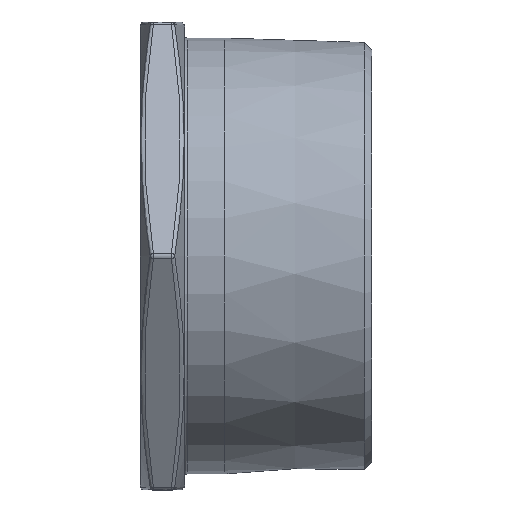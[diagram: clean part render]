
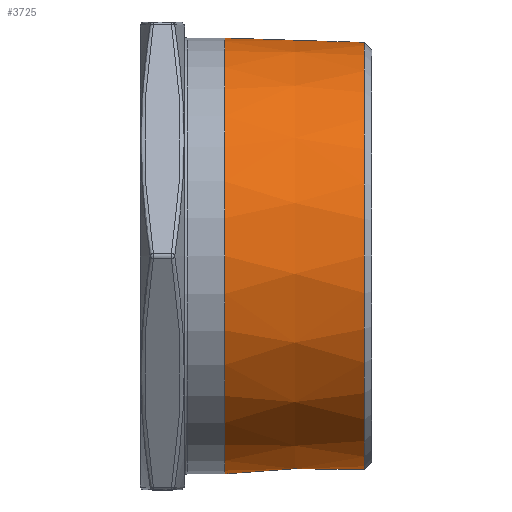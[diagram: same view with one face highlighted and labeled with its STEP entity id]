
A CAD part, front view. The second image highlights one B-rep face of the part: STEP entity #3725.
In plain terms, the highlighted conical face has half-angle 1.79 degrees and reference radius 43.942 mm.
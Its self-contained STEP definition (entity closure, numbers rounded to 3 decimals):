
#513 = ORIENTED_EDGE ( 'NONE', *, *, #1565, .F. ) ;
#651 = CIRCLE ( 'NONE', #8556, 43.346 ) ;
#1565 = EDGE_CURVE ( 'NONE', #15718, #15718, #4386, .T. ) ;
#1836 = DIRECTION ( 'NONE',  ( 0., 0., 1. ) ) ;
#2182 = AXIS2_PLACEMENT_3D ( 'NONE', #10559, #10715, #9367 ) ;
#2497 = CARTESIAN_POINT ( 'NONE',  ( 17.2, 0., 44.23 ) ) ;
#2674 = DIRECTION ( 'NONE',  ( -1., 0., 0. ) ) ;
#3725 = ADVANCED_FACE ( 'NONE', ( #7020, #5827 ), #6269, .T. ) ;
#4109 = CARTESIAN_POINT ( 'NONE',  ( 45.473, 0., 43.346 ) ) ;
#4386 = CIRCLE ( 'NONE', #15378, 44.23 ) ;
#5152 = DIRECTION ( 'NONE',  ( 0., 0., 1. ) ) ;
#5266 = EDGE_LOOP ( 'NONE', ( #7044 ) ) ;
#5827 = FACE_OUTER_BOUND ( 'NONE', #12285, .T. ) ;
#6269 = CONICAL_SURFACE ( 'NONE', #2182, 43.942, 0.031 ) ;
#7020 = FACE_BOUND ( 'NONE', #5266, .T. ) ;
#7044 = ORIENTED_EDGE ( 'NONE', *, *, #15659, .T. ) ;
#7797 = CARTESIAN_POINT ( 'NONE',  ( 45.473, 0., 0. ) ) ;
#8556 = AXIS2_PLACEMENT_3D ( 'NONE', #7797, #2674, #5152 ) ;
#9367 = DIRECTION ( 'NONE',  ( 0., 0., 1. ) ) ;
#10559 = CARTESIAN_POINT ( 'NONE',  ( 26.4, 0., 0. ) ) ;
#10715 = DIRECTION ( 'NONE',  ( -1., 0., 0. ) ) ;
#12285 = EDGE_LOOP ( 'NONE', ( #513 ) ) ;
#12877 = CARTESIAN_POINT ( 'NONE',  ( 17.2, 0., 0. ) ) ;
#12965 = DIRECTION ( 'NONE',  ( -1., 0., 0. ) ) ;
#14900 = VERTEX_POINT ( 'NONE', #4109 ) ;
#15378 = AXIS2_PLACEMENT_3D ( 'NONE', #12877, #12965, #1836 ) ;
#15659 = EDGE_CURVE ( 'NONE', #14900, #14900, #651, .T. ) ;
#15718 = VERTEX_POINT ( 'NONE', #2497 ) ;
